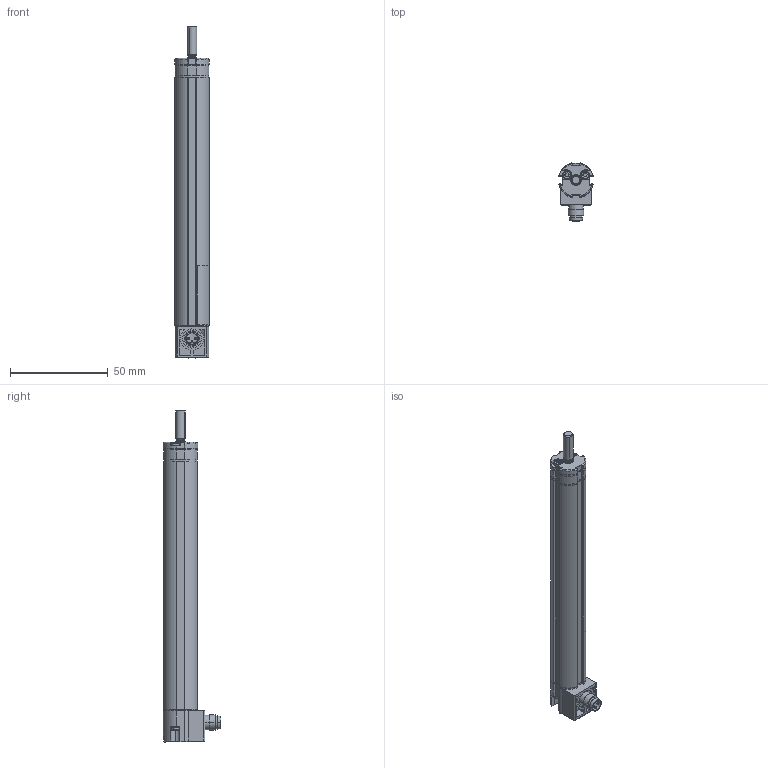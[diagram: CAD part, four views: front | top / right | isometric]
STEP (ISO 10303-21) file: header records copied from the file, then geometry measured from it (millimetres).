
FILE_DESCRIPTION (( 'STEP AP214' ), '1' );
FILE_NAME ('TEX-0100-411-002-101_retracted.STEP', '2014-07-11T08:26:43', ( 'dummy' ), ( 'Microsoft' ), 'SwSTEP 2.0', 'SolidWorks 2013', '' );
FILE_SCHEMA (( 'AUTOMOTIVE_DESIGN' ));
Length unit declared in the file: millimetre
Products named in the file (1): TEX-0100-411-002-101_retracted
Bounding box: 17.55 x 29.62 x 170 mm (x, y, z)
Surface area: 15530.9 mm2 (no closed solid volume)
Topology: 0 solids, 19 shells, 439 faces, 1518 edges, 1080 vertices
Faces by surface type: plane 191, cylinder 177, torus 38, cone 22, bspline 8, sphere 3
Entity records: 21481 total; most frequent: CARTESIAN_POINT 3426, DIRECTION 2941, ORIENTED_EDGE 2412, EDGE_CURVE 1515, VERTEX_POINT 1080, AXIS2_PLACEMENT_3D 1037, LINE 867, VECTOR 867
